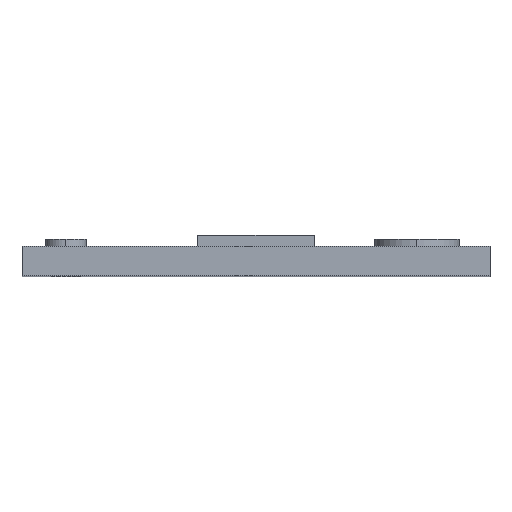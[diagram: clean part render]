
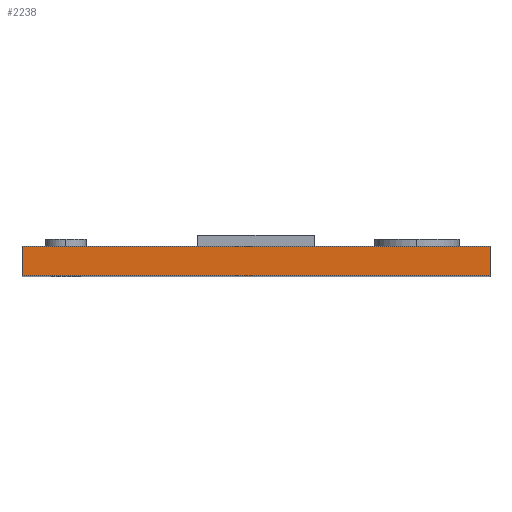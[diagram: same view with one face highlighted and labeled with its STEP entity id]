
A CAD part, top view. The second image highlights one B-rep face of the part: STEP entity #2238.
In plain terms, the highlighted planar face has unit normal (0, 0, 1).
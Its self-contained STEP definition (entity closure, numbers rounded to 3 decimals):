
#79 = ORIENTED_EDGE ( 'NONE', *, *, #1054, .F. ) ;
#94 = CARTESIAN_POINT ( 'NONE',  ( 8., 1., 10. ) ) ;
#111 = DIRECTION ( 'NONE',  ( 0., -1., 0. ) ) ;
#139 = ORIENTED_EDGE ( 'NONE', *, *, #1365, .T. ) ;
#202 = LINE ( 'NONE', #1919, #356 ) ;
#226 = DIRECTION ( 'NONE',  ( -1., 0., 0. ) ) ;
#356 = VECTOR ( 'NONE', #691, 1000. ) ;
#362 = ORIENTED_EDGE ( 'NONE', *, *, #2079, .F. ) ;
#393 = PLANE ( 'NONE',  #1212 ) ;
#475 = CARTESIAN_POINT ( 'NONE',  ( 8., 1., 10. ) ) ;
#484 = VECTOR ( 'NONE', #787, 1000. ) ;
#626 = VECTOR ( 'NONE', #714, 1000. ) ;
#676 = CARTESIAN_POINT ( 'NONE',  ( -8., 0., 10. ) ) ;
#691 = DIRECTION ( 'NONE',  ( 1., 0., 0. ) ) ;
#712 = VERTEX_POINT ( 'NONE', #475 ) ;
#714 = DIRECTION ( 'NONE',  ( 1., 0., 0. ) ) ;
#736 = CARTESIAN_POINT ( 'NONE',  ( -8., 1., 10. ) ) ;
#787 = DIRECTION ( 'NONE',  ( 0., -1., 0. ) ) ;
#867 = EDGE_LOOP ( 'NONE', ( #139, #79, #362, #1697 ) ) ;
#952 = LINE ( 'NONE', #1684, #1688 ) ;
#1054 = EDGE_CURVE ( 'NONE', #712, #1459, #1626, .T. ) ;
#1102 = CARTESIAN_POINT ( 'NONE',  ( -8., 1., 10. ) ) ;
#1212 = AXIS2_PLACEMENT_3D ( 'NONE', #1102, #1804, #226 ) ;
#1282 = CARTESIAN_POINT ( 'NONE',  ( 8., 0., 10. ) ) ;
#1365 = EDGE_CURVE ( 'NONE', #1722, #1459, #202, .T. ) ;
#1394 = VERTEX_POINT ( 'NONE', #736 ) ;
#1459 = VERTEX_POINT ( 'NONE', #1282 ) ;
#1626 = LINE ( 'NONE', #94, #484 ) ;
#1684 = CARTESIAN_POINT ( 'NONE',  ( -8., 1., 10. ) ) ;
#1688 = VECTOR ( 'NONE', #111, 1000. ) ;
#1697 = ORIENTED_EDGE ( 'NONE', *, *, #1788, .T. ) ;
#1722 = VERTEX_POINT ( 'NONE', #676 ) ;
#1788 = EDGE_CURVE ( 'NONE', #1394, #1722, #952, .T. ) ;
#1804 = DIRECTION ( 'NONE',  ( 0., 0., -1. ) ) ;
#1919 = CARTESIAN_POINT ( 'NONE',  ( -8., 0., 10. ) ) ;
#1962 = CARTESIAN_POINT ( 'NONE',  ( -8., 1., 10. ) ) ;
#2079 = EDGE_CURVE ( 'NONE', #1394, #712, #2151, .T. ) ;
#2151 = LINE ( 'NONE', #1962, #626 ) ;
#2214 = FACE_OUTER_BOUND ( 'NONE', #867, .T. ) ;
#2238 = ADVANCED_FACE ( 'NONE', ( #2214 ), #393, .F. ) ;
